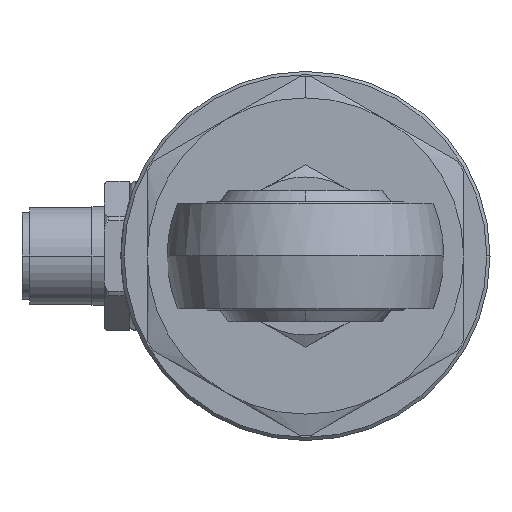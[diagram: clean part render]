
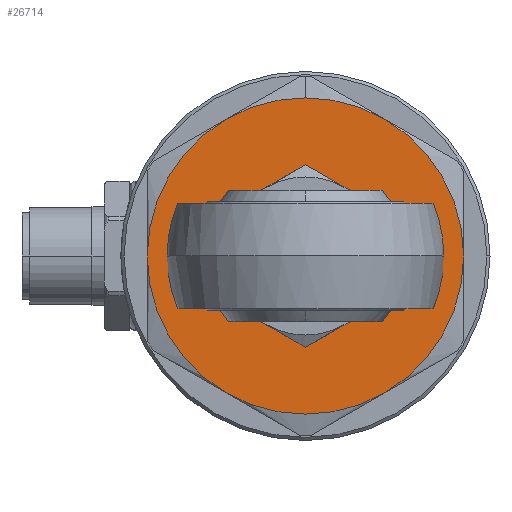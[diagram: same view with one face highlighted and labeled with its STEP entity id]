
A CAD part, left-side view. The second image highlights one B-rep face of the part: STEP entity #26714.
In plain terms, the highlighted planar face has unit normal (-1, 0, 0).
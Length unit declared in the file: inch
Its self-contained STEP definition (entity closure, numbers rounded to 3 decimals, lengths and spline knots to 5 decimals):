
#1194 = EDGE_CURVE ( 'NONE', #21772, #13381, #23494, .T. ) ;
#1449 = CARTESIAN_POINT ( 'NONE',  ( -0.69, 0.75, 0. ) ) ;
#1686 = DIRECTION ( 'NONE',  ( 0., 0., -1. ) ) ;
#1767 = AXIS2_PLACEMENT_3D ( 'NONE', #36785, #19370, #32817 ) ;
#2797 = DIRECTION ( 'NONE',  ( -1., 0., 0. ) ) ;
#2904 = CARTESIAN_POINT ( 'NONE',  ( -0.69, 0., 0. ) ) ;
#3223 = EDGE_CURVE ( 'NONE', #29673, #26170, #10041, .T. ) ;
#3355 = CARTESIAN_POINT ( 'NONE',  ( -0.69, 0.375, 0.64952 ) ) ;
#3411 = AXIS2_PLACEMENT_3D ( 'NONE', #37136, #15707, #12646 ) ;
#3415 = ORIENTED_EDGE ( 'NONE', *, *, #24781, .F. ) ;
#4141 = CIRCLE ( 'NONE', #3411, 0.75 ) ;
#4178 = DIRECTION ( 'NONE',  ( 0., 0., -1. ) ) ;
#6234 = EDGE_CURVE ( 'NONE', #26974, #34054, #40141, .T. ) ;
#6911 = DIRECTION ( 'NONE',  ( 1., 0., 0. ) ) ;
#6931 = DIRECTION ( 'NONE',  ( 0., 0., 1. ) ) ;
#7265 = CIRCLE ( 'NONE', #14062, 0.75 ) ;
#7332 = CARTESIAN_POINT ( 'NONE',  ( -0.69, 0., 0.25655 ) ) ;
#7394 = CARTESIAN_POINT ( 'NONE',  ( -0.69, 0., 0. ) ) ;
#7446 = EDGE_LOOP ( 'NONE', ( #19453, #13352, #14224, #18087, #17978, #3415, #34988 ) ) ;
#7915 = DIRECTION ( 'NONE',  ( 1., 0., 0. ) ) ;
#8345 = EDGE_CURVE ( 'NONE', #26170, #31020, #4141, .T. ) ;
#10041 = CIRCLE ( 'NONE', #1767, 0.75 ) ;
#10244 = VERTEX_POINT ( 'NONE', #13760 ) ;
#10873 = DIRECTION ( 'NONE',  ( 1., 0., 0. ) ) ;
#11678 = DIRECTION ( 'NONE',  ( 0., 0., -1. ) ) ;
#12306 = AXIS2_PLACEMENT_3D ( 'NONE', #16542, #12993, #1686 ) ;
#12646 = DIRECTION ( 'NONE',  ( 0., 0., -1. ) ) ;
#12993 = DIRECTION ( 'NONE',  ( 1., 0., 0. ) ) ;
#13196 = DIRECTION ( 'NONE',  ( 0., 0., -1. ) ) ;
#13234 = VERTEX_POINT ( 'NONE', #46455 ) ;
#13352 = ORIENTED_EDGE ( 'NONE', *, *, #8345, .F. ) ;
#13381 = VERTEX_POINT ( 'NONE', #22452 ) ;
#13760 = CARTESIAN_POINT ( 'NONE',  ( -0.69, 0., -0.75 ) ) ;
#14062 = AXIS2_PLACEMENT_3D ( 'NONE', #36438, #15229, #4178 ) ;
#14224 = ORIENTED_EDGE ( 'NONE', *, *, #3223, .F. ) ;
#14655 = AXIS2_PLACEMENT_3D ( 'NONE', #2904, #10873, #18186 ) ;
#15229 = DIRECTION ( 'NONE',  ( 1., 0., 0. ) ) ;
#15707 = DIRECTION ( 'NONE',  ( 1., 0., 0. ) ) ;
#16542 = CARTESIAN_POINT ( 'NONE',  ( -0.69, 0., 0. ) ) ;
#16940 = CARTESIAN_POINT ( 'NONE',  ( -0.69, 0., 0. ) ) ;
#16979 = AXIS2_PLACEMENT_3D ( 'NONE', #7394, #35674, #6931 ) ;
#17490 = AXIS2_PLACEMENT_3D ( 'NONE', #16940, #2797, #38356 ) ;
#17772 = DIRECTION ( 'NONE',  ( 0., 0., -1. ) ) ;
#17871 = CIRCLE ( 'NONE', #44152, 0.75 ) ;
#17978 = ORIENTED_EDGE ( 'NONE', *, *, #6234, .F. ) ;
#18087 = ORIENTED_EDGE ( 'NONE', *, *, #26055, .F. ) ;
#18186 = DIRECTION ( 'NONE',  ( 0., 0., -1. ) ) ;
#18550 = CIRCLE ( 'NONE', #26102, 0.75 ) ;
#19229 = CARTESIAN_POINT ( 'NONE',  ( -0.69, -0.75, 0. ) ) ;
#19370 = DIRECTION ( 'NONE',  ( 1., 0., 0. ) ) ;
#19453 = ORIENTED_EDGE ( 'NONE', *, *, #38693, .F. ) ;
#20043 = DIRECTION ( 'NONE',  ( 1., 0., 0. ) ) ;
#20776 = EDGE_CURVE ( 'NONE', #10244, #13234, #18550, .T. ) ;
#20817 = PLANE ( 'NONE',  #14655 ) ;
#21772 = VERTEX_POINT ( 'NONE', #7332 ) ;
#22452 = CARTESIAN_POINT ( 'NONE',  ( -0.69, 0., -0.25655 ) ) ;
#23494 = CIRCLE ( 'NONE', #17490, 0.25655 ) ;
#23727 = CIRCLE ( 'NONE', #16979, 0.25655 ) ;
#24357 = FACE_OUTER_BOUND ( 'NONE', #7446, .T. ) ;
#24781 = EDGE_CURVE ( 'NONE', #13234, #26974, #7265, .T. ) ;
#25613 = CARTESIAN_POINT ( 'NONE',  ( -0.69, 0., 0. ) ) ;
#26055 = EDGE_CURVE ( 'NONE', #34054, #29673, #17871, .T. ) ;
#26102 = AXIS2_PLACEMENT_3D ( 'NONE', #36576, #6911, #17772 ) ;
#26170 = VERTEX_POINT ( 'NONE', #19229 ) ;
#26714 = ADVANCED_FACE ( 'NONE', ( #24357, #38701 ), #20817, .F. ) ;
#26974 = VERTEX_POINT ( 'NONE', #1449 ) ;
#27266 = EDGE_LOOP ( 'NONE', ( #43156, #46018 ) ) ;
#27421 = CARTESIAN_POINT ( 'NONE',  ( -0.69, -0.375, 0.64952 ) ) ;
#29673 = VERTEX_POINT ( 'NONE', #27421 ) ;
#31020 = VERTEX_POINT ( 'NONE', #32683 ) ;
#32683 = CARTESIAN_POINT ( 'NONE',  ( -0.69, -0.375, -0.64952 ) ) ;
#32766 = AXIS2_PLACEMENT_3D ( 'NONE', #34635, #20043, #13196 ) ;
#32817 = DIRECTION ( 'NONE',  ( 0., 0., -1. ) ) ;
#34054 = VERTEX_POINT ( 'NONE', #3355 ) ;
#34635 = CARTESIAN_POINT ( 'NONE',  ( -0.69, 0., 0. ) ) ;
#34988 = ORIENTED_EDGE ( 'NONE', *, *, #20776, .F. ) ;
#35197 = EDGE_CURVE ( 'NONE', #13381, #21772, #23727, .T. ) ;
#35674 = DIRECTION ( 'NONE',  ( -1., 0., 0. ) ) ;
#36438 = CARTESIAN_POINT ( 'NONE',  ( -0.69, 0., 0. ) ) ;
#36576 = CARTESIAN_POINT ( 'NONE',  ( -0.69, 0., 0. ) ) ;
#36785 = CARTESIAN_POINT ( 'NONE',  ( -0.69, 0., 0. ) ) ;
#37136 = CARTESIAN_POINT ( 'NONE',  ( -0.69, 0., 0. ) ) ;
#38356 = DIRECTION ( 'NONE',  ( 0., 0., 1. ) ) ;
#38693 = EDGE_CURVE ( 'NONE', #31020, #10244, #41756, .T. ) ;
#38701 = FACE_BOUND ( 'NONE', #27266, .T. ) ;
#40141 = CIRCLE ( 'NONE', #12306, 0.75 ) ;
#41756 = CIRCLE ( 'NONE', #32766, 0.75 ) ;
#43156 = ORIENTED_EDGE ( 'NONE', *, *, #1194, .F. ) ;
#44152 = AXIS2_PLACEMENT_3D ( 'NONE', #25613, #7915, #11678 ) ;
#46018 = ORIENTED_EDGE ( 'NONE', *, *, #35197, .F. ) ;
#46455 = CARTESIAN_POINT ( 'NONE',  ( -0.69, 0.375, -0.64952 ) ) ;
